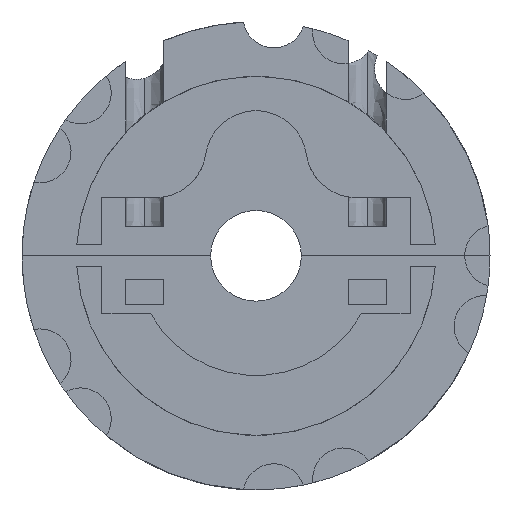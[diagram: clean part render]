
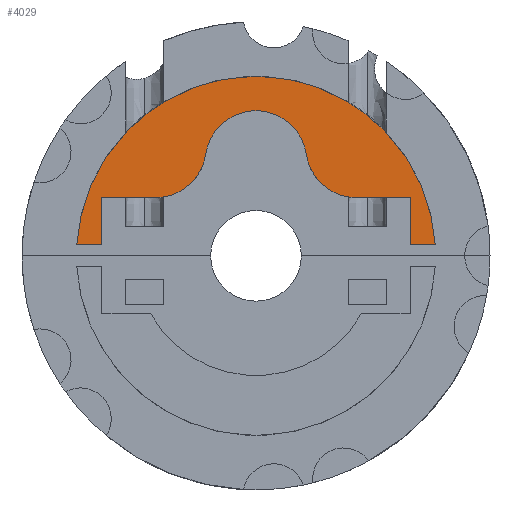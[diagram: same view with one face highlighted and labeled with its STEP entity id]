
A CAD part, left-side view. The second image highlights one B-rep face of the part: STEP entity #4029.
In plain terms, the highlighted planar face has unit normal (-1, 0, 0).
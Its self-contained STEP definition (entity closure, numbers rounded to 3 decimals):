
#2036=CARTESIAN_POINT('Axis2P3D Location',(-3.5,0.,0.)) ;
#2746=CARTESIAN_POINT('Vertex',(-3.5,49.409,3.)) ;
#2749=CARTESIAN_POINT('Axis2P3D Location',(-3.5,0.,0.)) ;
#2753=CARTESIAN_POINT('Vertex',(-3.5,0.,49.5)) ;
#2797=CARTESIAN_POINT('Vertex',(-3.5,42.5,3.)) ;
#2800=CARTESIAN_POINT('Line Origine',(-3.5,45.955,3.)) ;
#2816=CARTESIAN_POINT('Vertex',(-3.5,42.5,16.)) ;
#2819=CARTESIAN_POINT('Line Origine',(-3.5,42.5,9.5)) ;
#2849=CARTESIAN_POINT('Vertex',(-3.5,27.713,16.)) ;
#2852=CARTESIAN_POINT('Line Origine',(-3.5,35.106,16.)) ;
#2992=CARTESIAN_POINT('Vertex',(-3.5,13.856,28.)) ;
#2995=CARTESIAN_POINT('Axis2P3D Location',(-3.5,27.713,30.)) ;
#3014=CARTESIAN_POINT('Axis2P3D Location',(-3.5,0.,26.)) ;
#3018=CARTESIAN_POINT('Vertex',(-3.5,-13.856,28.)) ;
#3058=CARTESIAN_POINT('Vertex',(-3.5,-27.713,16.)) ;
#3061=CARTESIAN_POINT('Axis2P3D Location',(-3.5,-27.713,30.)) ;
#3178=CARTESIAN_POINT('Vertex',(-3.5,-42.5,16.)) ;
#3181=CARTESIAN_POINT('Line Origine',(-3.5,-35.106,16.)) ;
#3201=CARTESIAN_POINT('Line Origine',(-3.5,-42.5,9.5)) ;
#3205=CARTESIAN_POINT('Vertex',(-3.5,-42.5,3.)) ;
#3220=CARTESIAN_POINT('Line Origine',(-3.5,-45.955,3.)) ;
#3224=CARTESIAN_POINT('Vertex',(-3.5,-49.409,3.)) ;
#3297=CARTESIAN_POINT('Axis2P3D Location',(-3.5,0.,0.)) ;
#2037=DIRECTION('Axis2P3D Direction',(1.,0.,0.)) ;
#2038=DIRECTION('Axis2P3D XDirection',(0.,1.,0.)) ;
#2750=DIRECTION('Axis2P3D Direction',(1.,0.,-0.)) ;
#2801=DIRECTION('Vector Direction',(0.,1.,0.)) ;
#2820=DIRECTION('Vector Direction',(0.,0.,-1.)) ;
#2853=DIRECTION('Vector Direction',(0.,1.,0.)) ;
#2996=DIRECTION('Axis2P3D Direction',(1.,0.,0.)) ;
#3015=DIRECTION('Axis2P3D Direction',(1.,0.,0.)) ;
#3062=DIRECTION('Axis2P3D Direction',(1.,0.,0.)) ;
#3182=DIRECTION('Vector Direction',(0.,1.,0.)) ;
#3202=DIRECTION('Vector Direction',(0.,0.,1.)) ;
#3221=DIRECTION('Vector Direction',(0.,1.,0.)) ;
#3298=DIRECTION('Axis2P3D Direction',(1.,0.,-0.)) ;
#2039=AXIS2_PLACEMENT_3D('Plane Axis2P3D',#2036,#2037,#2038) ;
#2751=AXIS2_PLACEMENT_3D('Circle Axis2P3D',#2749,#2750,$) ;
#2997=AXIS2_PLACEMENT_3D('Circle Axis2P3D',#2995,#2996,$) ;
#3016=AXIS2_PLACEMENT_3D('Circle Axis2P3D',#3014,#3015,$) ;
#3063=AXIS2_PLACEMENT_3D('Circle Axis2P3D',#3061,#3062,$) ;
#3299=AXIS2_PLACEMENT_3D('Circle Axis2P3D',#3297,#3298,$) ;
#4017=ORIENTED_EDGE('',*,*,#2804,.F.) ;
#4018=ORIENTED_EDGE('',*,*,#2823,.T.) ;
#4019=ORIENTED_EDGE('',*,*,#2856,.T.) ;
#4020=ORIENTED_EDGE('',*,*,#2999,.T.) ;
#4021=ORIENTED_EDGE('',*,*,#3020,.T.) ;
#4022=ORIENTED_EDGE('',*,*,#3065,.T.) ;
#4023=ORIENTED_EDGE('',*,*,#3185,.T.) ;
#4024=ORIENTED_EDGE('',*,*,#3207,.T.) ;
#4025=ORIENTED_EDGE('',*,*,#3226,.F.) ;
#4026=ORIENTED_EDGE('',*,*,#3301,.F.) ;
#4027=ORIENTED_EDGE('',*,*,#2755,.F.) ;
#2802=VECTOR('Line Direction',#2801,1.) ;
#2821=VECTOR('Line Direction',#2820,1.) ;
#2854=VECTOR('Line Direction',#2853,1.) ;
#3183=VECTOR('Line Direction',#3182,1.) ;
#3203=VECTOR('Line Direction',#3202,1.) ;
#3222=VECTOR('Line Direction',#3221,1.) ;
#4029=ADVANCED_FACE('Body.7',(#4028),#2040,.F.) ;
#2752=CIRCLE('generated circle',#2751,49.5) ;
#2998=CIRCLE('generated circle',#2997,14.) ;
#3017=CIRCLE('generated circle',#3016,14.) ;
#3064=CIRCLE('generated circle',#3063,14.) ;
#3300=CIRCLE('generated circle',#3299,49.5) ;
#2755=EDGE_CURVE('',#2747,#2754,#2752,.T.) ;
#2804=EDGE_CURVE('',#2798,#2747,#2803,.T.) ;
#2823=EDGE_CURVE('',#2798,#2817,#2822,.F.) ;
#2856=EDGE_CURVE('',#2817,#2850,#2855,.F.) ;
#2999=EDGE_CURVE('',#2850,#2993,#2998,.F.) ;
#3020=EDGE_CURVE('',#2993,#3019,#3017,.T.) ;
#3065=EDGE_CURVE('',#3019,#3059,#3064,.F.) ;
#3185=EDGE_CURVE('',#3059,#3179,#3184,.F.) ;
#3207=EDGE_CURVE('',#3179,#3206,#3204,.F.) ;
#3226=EDGE_CURVE('',#3225,#3206,#3223,.T.) ;
#3301=EDGE_CURVE('',#2754,#3225,#3300,.T.) ;
#4016=EDGE_LOOP('',(#4017,#4018,#4019,#4020,#4021,#4022,#4023,#4024,#4025,#4026,#4027)) ;
#4028=FACE_OUTER_BOUND('',#4016,.T.) ;
#2803=LINE('Line',#2800,#2802) ;
#2822=LINE('Line',#2819,#2821) ;
#2855=LINE('Line',#2852,#2854) ;
#3184=LINE('Line',#3181,#3183) ;
#3204=LINE('Line',#3201,#3203) ;
#3223=LINE('Line',#3220,#3222) ;
#2040=PLANE('',#2039) ;
#2747=VERTEX_POINT('',#2746) ;
#2754=VERTEX_POINT('',#2753) ;
#2798=VERTEX_POINT('',#2797) ;
#2817=VERTEX_POINT('',#2816) ;
#2850=VERTEX_POINT('',#2849) ;
#2993=VERTEX_POINT('',#2992) ;
#3019=VERTEX_POINT('',#3018) ;
#3059=VERTEX_POINT('',#3058) ;
#3179=VERTEX_POINT('',#3178) ;
#3206=VERTEX_POINT('',#3205) ;
#3225=VERTEX_POINT('',#3224) ;
